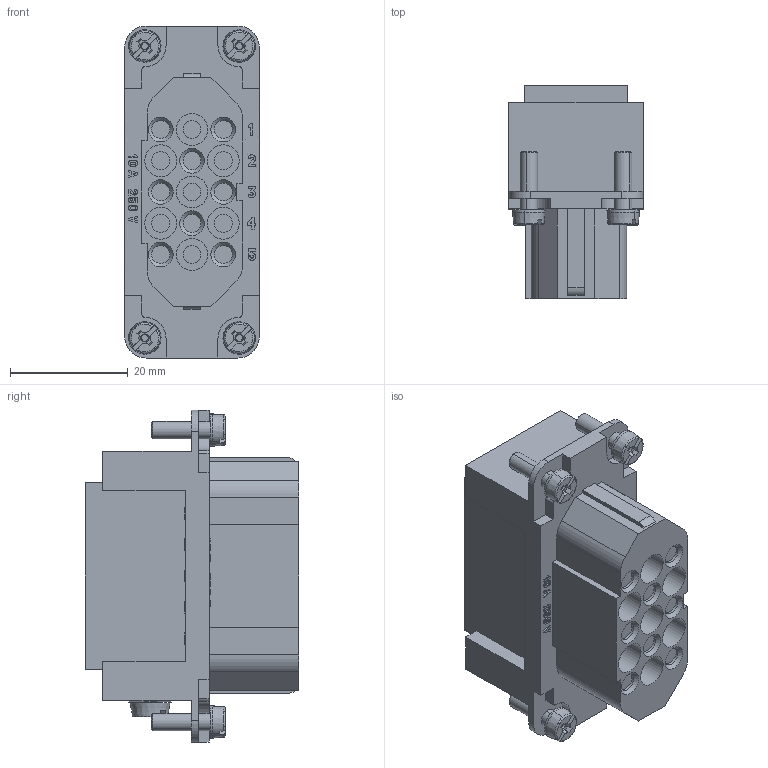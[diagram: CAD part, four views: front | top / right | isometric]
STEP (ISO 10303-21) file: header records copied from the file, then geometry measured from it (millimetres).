
FILE_DESCRIPTION(/* description */ (''),/* implementation_level */ '2;1');
FILE_NAME(/* name */ 'C146_10B015_000_2.stp',/* time_stamp */ '2016-04-12T10:25:07+02:00',/* author */ (''),/* organization */ (''),/* preprocessor_version */ 'ST-DEVELOPER v15',/* originating_system */ 'SIEMENS PLM Software NX 9.0',/* authorisation */ '');
FILE_SCHEMA (('CONFIG_CONTROL_DESIGN'));
Length unit declared in the file: millimetre
Products named in the file (1): c146 10b015 500 2nxm001-03
Bounding box: 22.8 x 36.2 x 56.3 mm (x, y, z)
Volume: 26071.6 mm3; surface area: 8636.6 mm2
Topology: 1 solids, 1 shells, 621 faces, 1590 edges, 1053 vertices
Faces by surface type: plane 415, cylinder 137, cone 53, torus 16
Full cylindrical faces by diameter (mm): 3.05 x15, 3.5 x2, 4.5 x15, 5.4 x7
Entity records: 19034 total; most frequent: CARTESIAN_POINT 4498, ORIENTED_EDGE 3050, DIRECTION 2780, EDGE_CURVE 1525, VERTEX_POINT 1036, AXIS2_PLACEMENT_3D 936, LINE 908, VECTOR 908
